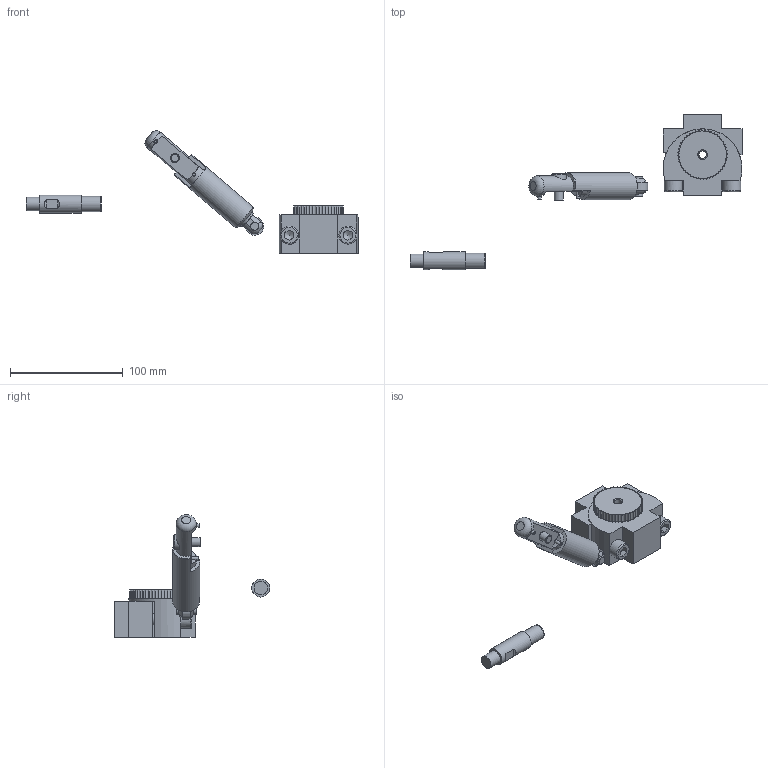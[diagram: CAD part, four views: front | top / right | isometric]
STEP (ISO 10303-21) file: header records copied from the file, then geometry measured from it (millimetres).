
FILE_DESCRIPTION(/* description */ ('Unknown'),/* implementation_level */ '2;1');
FILE_NAME(/* name */ 'AR30N',/* time_stamp */ '2018-07-26T11:02:07-04:00',/* author */ ('Unknown'),/* organization */ ('Unknown'),/* preprocessor_version */ 'ST-DEVELOPER v16.7',/* originating_system */ 'DEX',/* authorisation */ $);
FILE_SCHEMA (('AUTOMOTIVE_DESIGN {1 0 10303 214 3 1 1}'));
Length unit declared in the file: millimetre
Products named in the file (7): Asm29; AR30N_PART_1; AR30_PART_1_0; AR30N_PART_2; AR30N_PART_3
Assembly tree (6 placements, depth 3):
  Asm29
    AR30N_PART_1
      AR30_PART_1_0
    AR30N_PART_2
      AR30N_PART_2
    AR30N_PART_3
      AR30N_PART_3
Bounding box: 295.07 x 138.29 x 108.84 mm (x, y, z)
Volume: 176134.3 mm3; surface area: 40542.1 mm2
Topology: 3 solids, 3 shells, 224 faces, 612 edges, 404 vertices
Faces by surface type: cylinder 125, plane 81, torus 11, cone 7
Full cylindrical faces by diameter (mm): 3 x2, 6.647 x1, 7 x4, 8 x1, 10 x1, 10.5 x1, 12 x1, 13 x1, 13.5 x1, 14 x1, 16 x4, 18 x1, 24 x1
Entity records: 8515 total; most frequent: CARTESIAN_POINT 1316, DIRECTION 1261, ORIENTED_EDGE 1106, EDGE_CURVE 553, AXIS2_PLACEMENT_3D 514, VERTEX_POINT 384, FACE_BOUND 279, EDGE_LOOP 276
